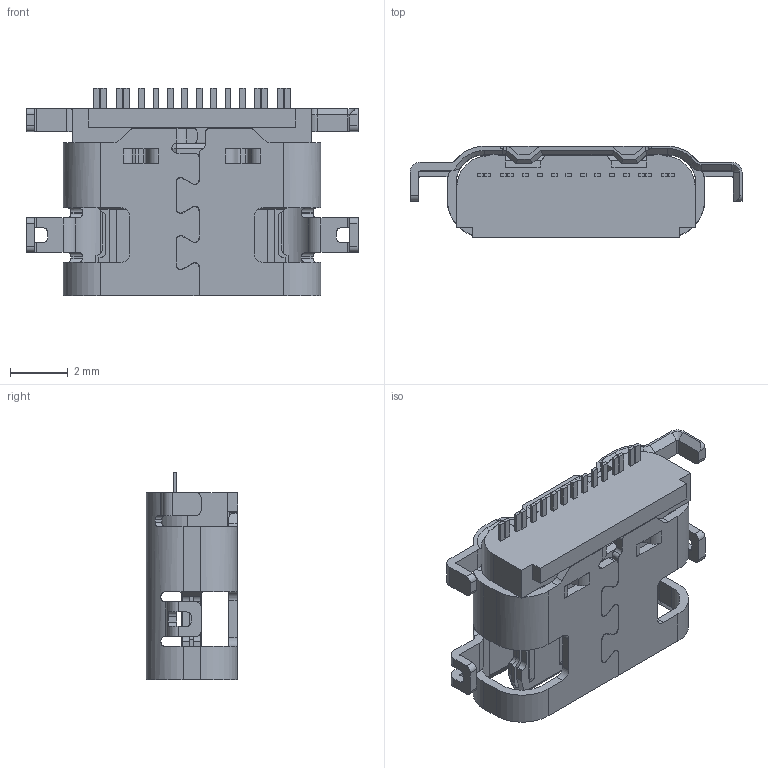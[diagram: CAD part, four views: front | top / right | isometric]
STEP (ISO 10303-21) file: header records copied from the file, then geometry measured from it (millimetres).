
FILE_DESCRIPTION(('STEP AP242'),'1');
FILE_NAME('2169900001.stp','2024-11-09T21:01:02',('TraceParts'),('TraceParts S.A.'),'Spatial InterOp 3D',' ',' ');
FILE_SCHEMA(('AP242_MANAGED_MODEL_BASED_3D_ENGINEERING_MIM_LF {1 0 10303 442 1 1 4}'));
Length unit declared in the file: millimetre
Products named in the file (1): 2169900001_1
Bounding box: 11.54 x 3.18 x 7.2 mm (x, y, z)
Volume: 94.7 mm3; surface area: 427.4 mm2
Topology: 1 solids, 1 shells, 707 faces, 2118 edges, 1478 vertices
Faces by surface type: plane 515, cylinder 179, cone 13
Entity records: 23902 total; most frequent: CARTESIAN_POINT 4709, ORIENTED_EDGE 4074, DIRECTION 3779, EDGE_CURVE 2037, LINE 1681, VECTOR 1681, VERTEX_POINT 1318, AXIS2_PLACEMENT_3D 1049
